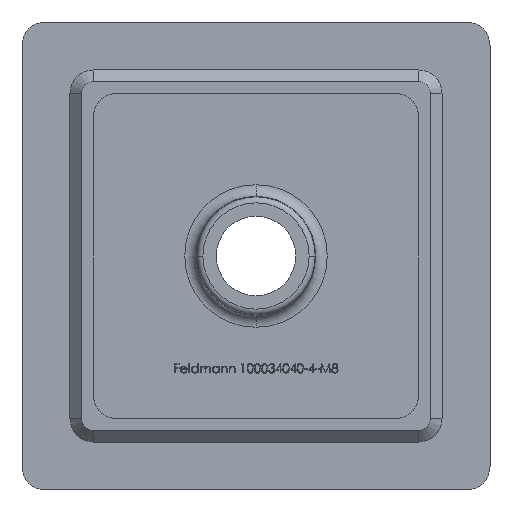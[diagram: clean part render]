
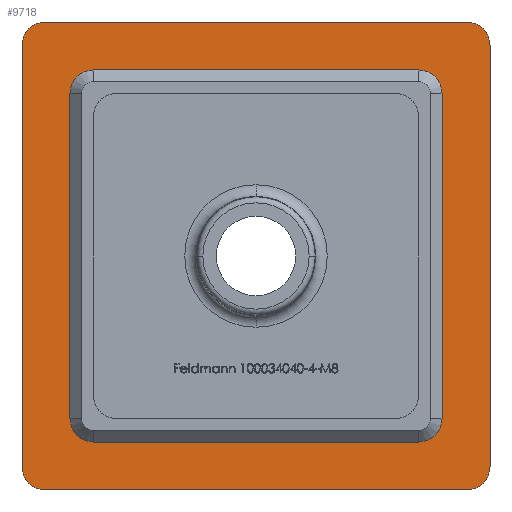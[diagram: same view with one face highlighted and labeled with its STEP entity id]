
A CAD part, front view. The second image highlights one B-rep face of the part: STEP entity #9718.
In plain terms, the highlighted planar face has unit normal (0, -1, 0).
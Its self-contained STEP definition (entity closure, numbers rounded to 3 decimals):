
#152 = DIRECTION ( 'NONE',  ( 0., 1., 0. ) ) ;
#235 = CARTESIAN_POINT ( 'NONE',  ( -15.9, 0., -15.9 ) ) ;
#314 = CARTESIAN_POINT ( 'NONE',  ( -13.9, 0., 13.9 ) ) ;
#440 = DIRECTION ( 'NONE',  ( 0., 0., -1. ) ) ;
#767 = CARTESIAN_POINT ( 'NONE',  ( 0., 0., 0. ) ) ;
#783 = VECTOR ( 'NONE', #5784, 1000. ) ;
#793 = VECTOR ( 'NONE', #11436, 1000. ) ;
#806 = AXIS2_PLACEMENT_3D ( 'NONE', #767, #3239, #1999 ) ;
#811 = LINE ( 'NONE', #6380, #11351 ) ;
#872 = VERTEX_POINT ( 'NONE', #11598 ) ;
#895 = ORIENTED_EDGE ( 'NONE', *, *, #7209, .T. ) ;
#957 = EDGE_CURVE ( 'NONE', #3857, #11205, #15154, .T. ) ;
#969 = AXIS2_PLACEMENT_3D ( 'NONE', #2951, #8386, #12706 ) ;
#1119 = ORIENTED_EDGE ( 'NONE', *, *, #12618, .T. ) ;
#1255 = FACE_BOUND ( 'NONE', #6438, .T. ) ;
#1478 = AXIS2_PLACEMENT_3D ( 'NONE', #314, #14096, #13800 ) ;
#1673 = LINE ( 'NONE', #7416, #7426 ) ;
#1717 = DIRECTION ( 'NONE',  ( 0., 0., 1. ) ) ;
#1797 = AXIS2_PLACEMENT_3D ( 'NONE', #14880, #152, #16360 ) ;
#1974 = VERTEX_POINT ( 'NONE', #15366 ) ;
#1999 = DIRECTION ( 'NONE',  ( 0., 0., 1. ) ) ;
#2048 = VERTEX_POINT ( 'NONE', #13024 ) ;
#2062 = AXIS2_PLACEMENT_3D ( 'NONE', #5170, #6580, #14616 ) ;
#2078 = CIRCLE ( 'NONE', #6378, 2. ) ;
#2279 = CIRCLE ( 'NONE', #2062, 2. ) ;
#2452 = CARTESIAN_POINT ( 'NONE',  ( -15.9, 0., 13.9 ) ) ;
#2462 = CARTESIAN_POINT ( 'NONE',  ( -15.9, 0., -13.9 ) ) ;
#2682 = LINE ( 'NONE', #6134, #793 ) ;
#2744 = ORIENTED_EDGE ( 'NONE', *, *, #3070, .F. ) ;
#2951 = CARTESIAN_POINT ( 'NONE',  ( 18., 0., -18. ) ) ;
#3070 = EDGE_CURVE ( 'NONE', #12993, #1974, #2682, .T. ) ;
#3239 = DIRECTION ( 'NONE',  ( 0., 1., 0. ) ) ;
#3626 = VECTOR ( 'NONE', #14799, 1000. ) ;
#3728 = DIRECTION ( 'NONE',  ( -1., 0., 0. ) ) ;
#3798 = CARTESIAN_POINT ( 'NONE',  ( -18., 0., 18. ) ) ;
#3857 = VERTEX_POINT ( 'NONE', #8282 ) ;
#3935 = CARTESIAN_POINT ( 'NONE',  ( 18., 0., 18. ) ) ;
#4124 = DIRECTION ( 'NONE',  ( 0., 0., 1. ) ) ;
#4432 = DIRECTION ( 'NONE',  ( 0., 1., 0. ) ) ;
#4449 = FACE_OUTER_BOUND ( 'NONE', #9223, .T. ) ;
#4528 = VERTEX_POINT ( 'NONE', #2452 ) ;
#4712 = VERTEX_POINT ( 'NONE', #8860 ) ;
#4920 = EDGE_CURVE ( 'NONE', #4712, #872, #9716, .T. ) ;
#4923 = VERTEX_POINT ( 'NONE', #13585 ) ;
#4950 = CARTESIAN_POINT ( 'NONE',  ( -18., 0., 20. ) ) ;
#4977 = DIRECTION ( 'NONE',  ( 1., 0., 0. ) ) ;
#5012 = EDGE_CURVE ( 'NONE', #4923, #11205, #5718, .T. ) ;
#5094 = CARTESIAN_POINT ( 'NONE',  ( 18., 0., 20. ) ) ;
#5170 = CARTESIAN_POINT ( 'NONE',  ( -13.9, 0., -13.9 ) ) ;
#5199 = EDGE_CURVE ( 'NONE', #4923, #15073, #7595, .T. ) ;
#5361 = ORIENTED_EDGE ( 'NONE', *, *, #8872, .F. ) ;
#5713 = ORIENTED_EDGE ( 'NONE', *, *, #4920, .F. ) ;
#5718 = LINE ( 'NONE', #8633, #15187 ) ;
#5779 = VERTEX_POINT ( 'NONE', #2462 ) ;
#5784 = DIRECTION ( 'NONE',  ( 1., 0., 0. ) ) ;
#5828 = ORIENTED_EDGE ( 'NONE', *, *, #10072, .F. ) ;
#5899 = CIRCLE ( 'NONE', #1478, 2. ) ;
#5966 = DIRECTION ( 'NONE',  ( 0., 0., 1. ) ) ;
#6000 = DIRECTION ( 'NONE',  ( 0., -1., 0. ) ) ;
#6134 = CARTESIAN_POINT ( 'NONE',  ( -15.9, 0., 15.9 ) ) ;
#6378 = AXIS2_PLACEMENT_3D ( 'NONE', #12684, #4432, #5966 ) ;
#6380 = CARTESIAN_POINT ( 'NONE',  ( -20., 0., -20. ) ) ;
#6389 = CIRCLE ( 'NONE', #14544, 2. ) ;
#6438 = EDGE_LOOP ( 'NONE', ( #5828, #8772, #9956, #8342, #8027, #1119, #2744, #13077 ) ) ;
#6580 = DIRECTION ( 'NONE',  ( 0., 1., 0. ) ) ;
#7013 = EDGE_CURVE ( 'NONE', #12993, #2048, #15811, .T. ) ;
#7209 = EDGE_CURVE ( 'NONE', #12432, #872, #14092, .T. ) ;
#7416 = CARTESIAN_POINT ( 'NONE',  ( 15.9, 0., 15.9 ) ) ;
#7426 = VECTOR ( 'NONE', #10176, 1000. ) ;
#7506 = EDGE_CURVE ( 'NONE', #3857, #9131, #811, .T. ) ;
#7516 = CARTESIAN_POINT ( 'NONE',  ( -15.9, 0., 15.9 ) ) ;
#7595 = CIRCLE ( 'NONE', #13660, 2. ) ;
#7628 = CARTESIAN_POINT ( 'NONE',  ( 20., 0., -18. ) ) ;
#7826 = LINE ( 'NONE', #7516, #3626 ) ;
#8027 = ORIENTED_EDGE ( 'NONE', *, *, #16638, .F. ) ;
#8062 = LINE ( 'NONE', #15813, #9106 ) ;
#8282 = CARTESIAN_POINT ( 'NONE',  ( 18., 0., -20. ) ) ;
#8342 = ORIENTED_EDGE ( 'NONE', *, *, #13916, .T. ) ;
#8344 = CARTESIAN_POINT ( 'NONE',  ( -20., 0., -20. ) ) ;
#8386 = DIRECTION ( 'NONE',  ( 0., -1., 0. ) ) ;
#8511 = CARTESIAN_POINT ( 'NONE',  ( 13.9, 0., -15.9 ) ) ;
#8633 = CARTESIAN_POINT ( 'NONE',  ( 20., 0., -20. ) ) ;
#8731 = PLANE ( 'NONE',  #806 ) ;
#8772 = ORIENTED_EDGE ( 'NONE', *, *, #12032, .T. ) ;
#8860 = CARTESIAN_POINT ( 'NONE',  ( -20., 0., -18. ) ) ;
#8872 = EDGE_CURVE ( 'NONE', #12432, #15073, #8062, .T. ) ;
#9096 = VERTEX_POINT ( 'NONE', #8511 ) ;
#9106 = VECTOR ( 'NONE', #4977, 1000. ) ;
#9131 = VERTEX_POINT ( 'NONE', #12655 ) ;
#9223 = EDGE_LOOP ( 'NONE', ( #9319, #13663, #14618, #13607, #5361, #895, #5713, #16580 ) ) ;
#9319 = ORIENTED_EDGE ( 'NONE', *, *, #7506, .F. ) ;
#9658 = LINE ( 'NONE', #235, #783 ) ;
#9716 = LINE ( 'NONE', #8344, #17103 ) ;
#9718 = ADVANCED_FACE ( 'NONE', ( #4449, #1255 ), #8731, .F. ) ;
#9936 = AXIS2_PLACEMENT_3D ( 'NONE', #3798, #13379, #11929 ) ;
#9956 = ORIENTED_EDGE ( 'NONE', *, *, #14516, .F. ) ;
#9982 = CARTESIAN_POINT ( 'NONE',  ( -18., 0., -18. ) ) ;
#10072 = EDGE_CURVE ( 'NONE', #15583, #2048, #1673, .T. ) ;
#10176 = DIRECTION ( 'NONE',  ( 0., 0., 1. ) ) ;
#10744 = CARTESIAN_POINT ( 'NONE',  ( 13.9, 0., 15.9 ) ) ;
#10979 = CARTESIAN_POINT ( 'NONE',  ( 15.9, 0., -13.9 ) ) ;
#11205 = VERTEX_POINT ( 'NONE', #7628 ) ;
#11351 = VECTOR ( 'NONE', #3728, 1000. ) ;
#11436 = DIRECTION ( 'NONE',  ( -1., 0., 0. ) ) ;
#11598 = CARTESIAN_POINT ( 'NONE',  ( -20., 0., 18. ) ) ;
#11929 = DIRECTION ( 'NONE',  ( 0., 0., 1. ) ) ;
#12032 = EDGE_CURVE ( 'NONE', #15583, #9096, #2078, .T. ) ;
#12432 = VERTEX_POINT ( 'NONE', #4950 ) ;
#12474 = CARTESIAN_POINT ( 'NONE',  ( -13.9, 0., -15.9 ) ) ;
#12618 = EDGE_CURVE ( 'NONE', #4528, #1974, #5899, .T. ) ;
#12655 = CARTESIAN_POINT ( 'NONE',  ( -18., 0., -20. ) ) ;
#12684 = CARTESIAN_POINT ( 'NONE',  ( 13.9, 0., -13.9 ) ) ;
#12706 = DIRECTION ( 'NONE',  ( 0., 0., 1. ) ) ;
#12993 = VERTEX_POINT ( 'NONE', #10744 ) ;
#13024 = CARTESIAN_POINT ( 'NONE',  ( 15.9, 0., 13.9 ) ) ;
#13077 = ORIENTED_EDGE ( 'NONE', *, *, #7013, .T. ) ;
#13379 = DIRECTION ( 'NONE',  ( 0., -1., 0. ) ) ;
#13585 = CARTESIAN_POINT ( 'NONE',  ( 20., 0., 18. ) ) ;
#13607 = ORIENTED_EDGE ( 'NONE', *, *, #5199, .T. ) ;
#13660 = AXIS2_PLACEMENT_3D ( 'NONE', #3935, #17351, #14798 ) ;
#13663 = ORIENTED_EDGE ( 'NONE', *, *, #957, .T. ) ;
#13800 = DIRECTION ( 'NONE',  ( 0., 0., 1. ) ) ;
#13916 = EDGE_CURVE ( 'NONE', #16257, #5779, #2279, .T. ) ;
#14092 = CIRCLE ( 'NONE', #9936, 2. ) ;
#14096 = DIRECTION ( 'NONE',  ( 0., 1., 0. ) ) ;
#14516 = EDGE_CURVE ( 'NONE', #16257, #9096, #9658, .T. ) ;
#14544 = AXIS2_PLACEMENT_3D ( 'NONE', #9982, #6000, #1717 ) ;
#14616 = DIRECTION ( 'NONE',  ( 0., 0., 1. ) ) ;
#14618 = ORIENTED_EDGE ( 'NONE', *, *, #5012, .F. ) ;
#14798 = DIRECTION ( 'NONE',  ( 0., 0., 1. ) ) ;
#14799 = DIRECTION ( 'NONE',  ( 0., 0., -1. ) ) ;
#14880 = CARTESIAN_POINT ( 'NONE',  ( 13.9, 0., 13.9 ) ) ;
#15073 = VERTEX_POINT ( 'NONE', #5094 ) ;
#15154 = CIRCLE ( 'NONE', #969, 2. ) ;
#15187 = VECTOR ( 'NONE', #440, 1000. ) ;
#15366 = CARTESIAN_POINT ( 'NONE',  ( -13.9, 0., 15.9 ) ) ;
#15583 = VERTEX_POINT ( 'NONE', #10979 ) ;
#15811 = CIRCLE ( 'NONE', #1797, 2. ) ;
#15813 = CARTESIAN_POINT ( 'NONE',  ( -20., 0., 20. ) ) ;
#16257 = VERTEX_POINT ( 'NONE', #12474 ) ;
#16360 = DIRECTION ( 'NONE',  ( 0., 0., 1. ) ) ;
#16439 = EDGE_CURVE ( 'NONE', #4712, #9131, #6389, .T. ) ;
#16580 = ORIENTED_EDGE ( 'NONE', *, *, #16439, .T. ) ;
#16638 = EDGE_CURVE ( 'NONE', #4528, #5779, #7826, .T. ) ;
#17103 = VECTOR ( 'NONE', #4124, 1000. ) ;
#17351 = DIRECTION ( 'NONE',  ( 0., -1., 0. ) ) ;
